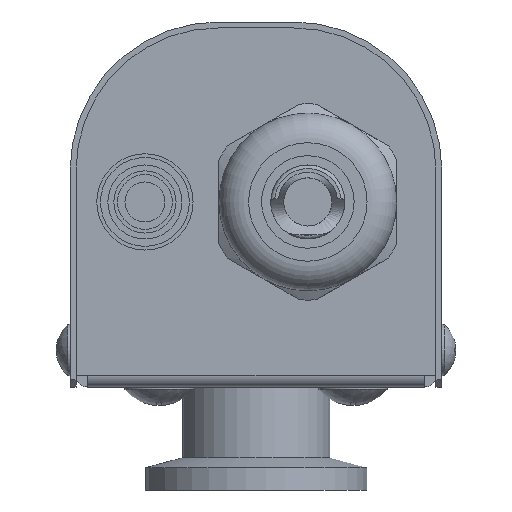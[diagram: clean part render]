
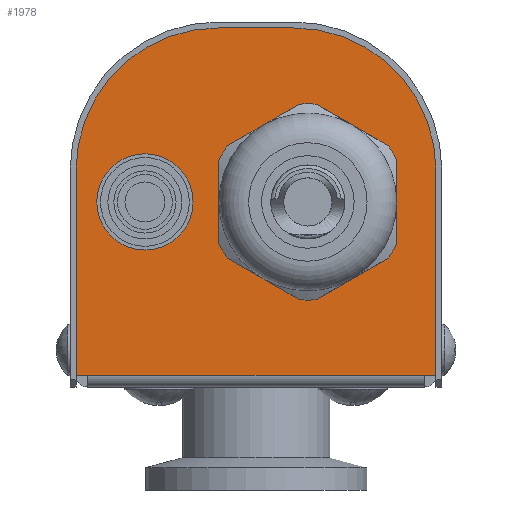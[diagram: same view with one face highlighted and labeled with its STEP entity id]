
A CAD part, front view. The second image highlights one B-rep face of the part: STEP entity #1978.
In plain terms, the highlighted planar face has unit normal (0, -1, 0).
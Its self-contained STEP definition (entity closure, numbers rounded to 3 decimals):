
#672=CARTESIAN_POINT('',(5.1,-24.3,62.4));
#673=VERTEX_POINT('',#672);
#674=CARTESIAN_POINT('',(24.3,-24.3,43.2));
#675=VERTEX_POINT('',#674);
#676=CARTESIAN_POINT('',(5.1,-24.3,43.2));
#677=DIRECTION('',(0.0,1.,0.0));
#678=DIRECTION('',(0.707,0.0,0.707));
#679=AXIS2_PLACEMENT_3D('',#676,#677,#678);
#680=CIRCLE('',#679,19.2);
#681=EDGE_CURVE('',#673,#675,#680,.T.);
#723=CARTESIAN_POINT('',(-5.1,-24.3,62.4));
#724=VERTEX_POINT('',#723);
#731=CARTESIAN_POINT('',(-5.1,-24.3,62.4));
#732=DIRECTION('',(1.0,0.0,0.0));
#733=VECTOR('',#732,10.2);
#734=LINE('',#731,#733);
#735=EDGE_CURVE('',#724,#673,#734,.T.);
#824=CARTESIAN_POINT('',(-24.3,-24.3,43.2));
#825=VERTEX_POINT('',#824);
#826=CARTESIAN_POINT('',(-5.1,-24.3,43.2));
#827=DIRECTION('',(0.0,1.,0.0));
#828=DIRECTION('',(-0.707,0.0,0.707));
#829=AXIS2_PLACEMENT_3D('',#826,#827,#828);
#830=CIRCLE('',#829,19.2);
#831=EDGE_CURVE('',#825,#724,#830,.T.);
#851=CARTESIAN_POINT('',(-24.3,-24.3,15.501));
#852=VERTEX_POINT('',#851);
#859=CARTESIAN_POINT('',(-24.3,-24.3,15.501));
#860=DIRECTION('',(0.0,0.0,1.0));
#861=VECTOR('',#860,27.699);
#862=LINE('',#859,#861);
#863=EDGE_CURVE('',#852,#825,#862,.T.);
#1125=CARTESIAN_POINT('',(-10.8,-24.3,38.9));
#1126=VERTEX_POINT('',#1125);
#1127=CARTESIAN_POINT('',(-15.,-24.3,38.9));
#1128=DIRECTION('',(0.0,1.0,0.0));
#1129=DIRECTION('',(1.0,0.0,0.0));
#1130=AXIS2_PLACEMENT_3D('',#1127,#1128,#1129);
#1131=CIRCLE('',#1130,4.2);
#1132=EDGE_CURVE('',#1126,#1126,#1131,.T.);
#1145=CARTESIAN_POINT('',(17.5,-24.3,38.9));
#1146=VERTEX_POINT('',#1145);
#1147=CARTESIAN_POINT('',(7.,-24.3,38.9));
#1148=DIRECTION('',(0.0,1.0,0.0));
#1149=DIRECTION('',(1.0,0.0,0.0));
#1150=AXIS2_PLACEMENT_3D('',#1147,#1148,#1149);
#1151=CIRCLE('',#1150,10.5);
#1152=EDGE_CURVE('',#1146,#1146,#1151,.T.);
#1663=CARTESIAN_POINT('',(-22.699,-24.3,15.501));
#1664=VERTEX_POINT('',#1663);
#1671=CARTESIAN_POINT('',(-24.3,-24.3,15.501));
#1672=DIRECTION('',(1.0,0.0,0.0));
#1673=VECTOR('',#1672,1.601);
#1674=LINE('',#1671,#1673);
#1675=EDGE_CURVE('',#852,#1664,#1674,.T.);
#1716=CARTESIAN_POINT('',(22.699,-24.3,15.501));
#1717=VERTEX_POINT('',#1716);
#1725=CARTESIAN_POINT('',(-22.699,-24.3,15.501));
#1726=DIRECTION('',(1.0,0.0,0.0));
#1727=VECTOR('',#1726,45.398);
#1728=LINE('',#1725,#1727);
#1729=EDGE_CURVE('',#1664,#1717,#1728,.T.);
#1881=CARTESIAN_POINT('',(24.3,-24.3,15.501));
#1882=VERTEX_POINT('',#1881);
#1889=CARTESIAN_POINT('',(22.699,-24.3,15.501));
#1890=DIRECTION('',(1.0,0.0,0.0));
#1891=VECTOR('',#1890,1.601);
#1892=LINE('',#1889,#1891);
#1893=EDGE_CURVE('',#1717,#1882,#1892,.T.);
#1946=CARTESIAN_POINT('',(24.3,-24.3,43.2));
#1947=DIRECTION('',(0.0,0.,-1.0));
#1948=VECTOR('',#1947,27.699);
#1949=LINE('',#1946,#1948);
#1950=EDGE_CURVE('',#675,#1882,#1949,.T.);
#1957=CARTESIAN_POINT('',(0.,-24.3,38.397));
#1958=DIRECTION('',(0.0,1.0,0.0));
#1959=DIRECTION('',(0.0,0.0,1.0));
#1960=AXIS2_PLACEMENT_3D('',#1957,#1958,#1959);
#1961=PLANE('',#1960);
#1962=ORIENTED_EDGE('',*,*,#681,.F.);
#1963=ORIENTED_EDGE('',*,*,#735,.F.);
#1964=ORIENTED_EDGE('',*,*,#831,.F.);
#1965=ORIENTED_EDGE('',*,*,#863,.F.);
#1966=ORIENTED_EDGE('',*,*,#1675,.T.);
#1967=ORIENTED_EDGE('',*,*,#1729,.T.);
#1968=ORIENTED_EDGE('',*,*,#1893,.T.);
#1969=ORIENTED_EDGE('',*,*,#1950,.F.);
#1970=EDGE_LOOP('',(#1962,#1963,#1964,#1965,#1966,#1967,#1968,#1969));
#1971=FACE_OUTER_BOUND('',#1970,.T.);
#1972=ORIENTED_EDGE('',*,*,#1132,.T.);
#1973=EDGE_LOOP('',(#1972));
#1974=FACE_BOUND('',#1973,.T.);
#1975=ORIENTED_EDGE('',*,*,#1152,.T.);
#1976=EDGE_LOOP('',(#1975));
#1977=FACE_BOUND('',#1976,.T.);
#1978=ADVANCED_FACE('',(#1971,#1974,#1977),#1961,.F.);
